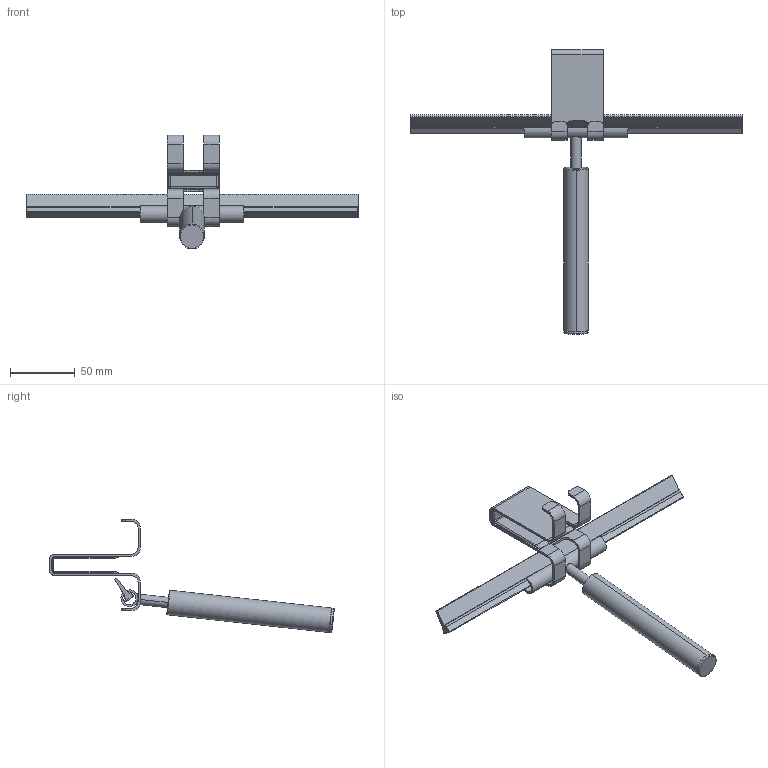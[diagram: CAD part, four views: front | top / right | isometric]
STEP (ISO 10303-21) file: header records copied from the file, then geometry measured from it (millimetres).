
FILE_DESCRIPTION((''),'2;1');
FILE_NAME('SQU_ASM','2025-03-14T19:49:27',('dell'),(''),'CREO PARAMETRIC BY PTC INC, 2019224','CREO PARAMETRIC BY PTC INC, 2019224','');
FILE_SCHEMA(('CONFIG_CONTROL_DESIGN'));
Length unit declared in the file: millimetre
Products named in the file (3): SQU; PRT0001; SQU_ASM
Assembly tree (2 placements, depth 2):
  SQU_ASM
    SQU
    PRT0001
Bounding box: 256 x 219.53 x 87.53 mm (x, y, z)
Volume: 79262 mm3; surface area: 42185.6 mm2
Topology: 2 solids, 2 shells, 137 faces, 368 edges, 236 vertices
Faces by surface type: plane 69, cylinder 54, torus 14
Entity records: 4422 total; most frequent: CARTESIAN_POINT 812, DIRECTION 768, ORIENTED_EDGE 736, EDGE_CURVE 368, AXIS2_PLACEMENT_3D 268, VERTEX_POINT 236, VECTOR 232, LINE 232
